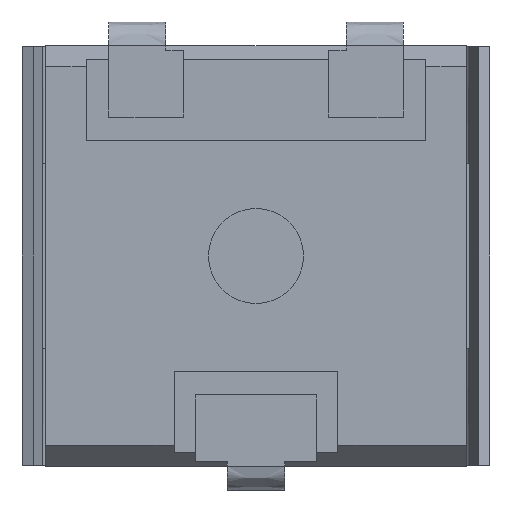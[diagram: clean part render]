
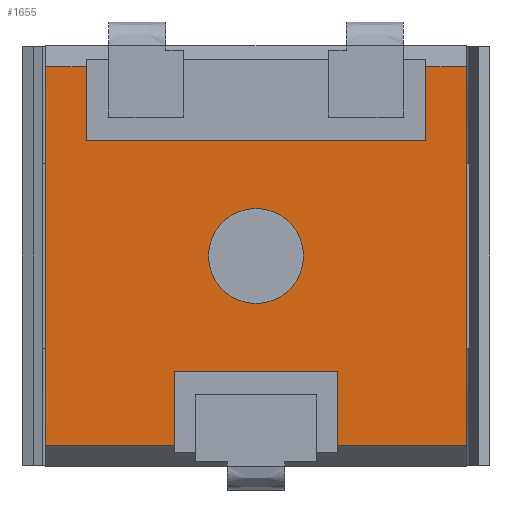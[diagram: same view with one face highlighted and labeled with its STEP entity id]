
A CAD part, front view. The second image highlights one B-rep face of the part: STEP entity #1655.
In plain terms, the highlighted free-form (B-spline) face has degree [1, 1] with [2, 2] control points.
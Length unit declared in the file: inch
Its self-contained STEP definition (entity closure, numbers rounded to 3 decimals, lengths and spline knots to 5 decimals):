
#15=DIRECTION('',(1.,0.,0.));
#16=VECTOR('',#15,0.054);
#17=CARTESIAN_POINT('',(-0.0885,0.,-0.07956));
#18=LINE('',#17,#16);
#23=DIRECTION('',(0.,0.,1.));
#24=VECTOR('',#23,0.15912);
#25=CARTESIAN_POINT('',(-0.0885,0.,-0.07956));
#26=LINE('',#25,#24);
#30=DIRECTION('',(1.,0.,0.));
#31=VECTOR('',#30,0.017);
#32=CARTESIAN_POINT('',(-0.0885,0.,0.07956));
#33=LINE('',#32,#31);
#37=DIRECTION('',(0.,0.,-1.));
#38=VECTOR('',#37,0.03096);
#39=CARTESIAN_POINT('',(-0.0715,0.,0.07956));
#40=LINE('',#39,#38);
#44=DIRECTION('',(1.,0.,0.));
#45=VECTOR('',#44,0.143);
#46=CARTESIAN_POINT('',(-0.0715,0.,0.0486));
#47=LINE('',#46,#45);
#51=DIRECTION('',(0.,0.,-1.));
#52=VECTOR('',#51,0.03096);
#53=CARTESIAN_POINT('',(0.0715,0.,0.07956));
#54=LINE('',#53,#52);
#58=DIRECTION('',(1.,0.,0.));
#59=VECTOR('',#58,0.017);
#60=CARTESIAN_POINT('',(0.0715,0.,0.07956));
#61=LINE('',#60,#59);
#65=DIRECTION('',(0.,0.,-1.));
#66=VECTOR('',#65,0.15912);
#67=CARTESIAN_POINT('',(0.0885,0.,0.07956));
#68=LINE('',#67,#66);
#72=DIRECTION('',(1.,0.,0.));
#73=VECTOR('',#72,0.054);
#74=CARTESIAN_POINT('',(0.0345,0.,-0.07956));
#75=LINE('',#74,#73);
#79=DIRECTION('',(0.,0.,1.));
#80=VECTOR('',#79,0.03096);
#81=CARTESIAN_POINT('',(0.0345,0.,-0.07956));
#82=LINE('',#81,#80);
#86=DIRECTION('',(-1.,0.,0.));
#87=VECTOR('',#86,0.069);
#88=CARTESIAN_POINT('',(0.0345,0.,-0.0486));
#89=LINE('',#88,#87);
#93=DIRECTION('',(0.,0.,1.));
#94=VECTOR('',#93,0.03096);
#95=CARTESIAN_POINT('',(-0.0345,0.,-0.07956));
#96=LINE('',#95,#94);
#100=CARTESIAN_POINT('',(0.,0.,0.));
#101=DIRECTION('',(0.,-1.,0.));
#102=DIRECTION('',(-1.,0.,0.));
#103=AXIS2_PLACEMENT_3D('',#100,#101,#102);
#108=CARTESIAN_POINT('',(0.,0.,0.));
#109=DIRECTION('',(0.,-1.,0.));
#110=DIRECTION('',(1.,0.,0.));
#111=AXIS2_PLACEMENT_3D('',#108,#109,#110);
#1566=CARTESIAN_POINT('',(0.0345,0.,-0.0486));
#1567=CARTESIAN_POINT('',(-0.0345,0.,-0.0486));
#1568=VERTEX_POINT('',#1566);
#1569=VERTEX_POINT('',#1567);
#1574=CARTESIAN_POINT('',(-0.0715,0.,0.0486));
#1575=CARTESIAN_POINT('',(0.0715,0.,0.0486));
#1576=VERTEX_POINT('',#1574);
#1577=VERTEX_POINT('',#1575);
#1578=CARTESIAN_POINT('',(-0.0885,0.,-0.07956));
#1579=CARTESIAN_POINT('',(-0.0345,0.,-0.07956));
#1580=VERTEX_POINT('',#1578);
#1581=VERTEX_POINT('',#1579);
#1582=CARTESIAN_POINT('',(0.0345,0.,-0.07956));
#1583=CARTESIAN_POINT('',(0.0885,0.,-0.07956));
#1584=VERTEX_POINT('',#1582);
#1585=VERTEX_POINT('',#1583);
#1586=CARTESIAN_POINT('',(-0.0885,0.,0.07956));
#1587=CARTESIAN_POINT('',(-0.0715,0.,0.07956));
#1588=VERTEX_POINT('',#1586);
#1589=VERTEX_POINT('',#1587);
#1590=CARTESIAN_POINT('',(0.0715,0.,0.07956));
#1591=CARTESIAN_POINT('',(0.0885,0.,0.07956));
#1592=VERTEX_POINT('',#1590);
#1593=VERTEX_POINT('',#1591);
#1614=CARTESIAN_POINT('',(-0.02,0.,0.));
#1615=CARTESIAN_POINT('',(0.02,0.,0.));
#1616=VERTEX_POINT('',#1614);
#1617=VERTEX_POINT('',#1615);
#1618=CARTESIAN_POINT('',(-0.09204,0.,0.08274));
#1619=CARTESIAN_POINT('',(-0.09204,0.,-0.08274));
#1620=CARTESIAN_POINT('',(0.09204,0.,0.08274));
#1621=CARTESIAN_POINT('',(0.09204,0.,-0.08274));
#1622=B_SPLINE_SURFACE_WITH_KNOTS('',1,1,((#1618,#1619),(#1620,#1621)),
.UNSPECIFIED.,.F.,.F.,.F.,(2,2),(2,2),(-0.09204,0.09204),(-0.08274,
0.08274),.UNSPECIFIED.);
#1624=ORIENTED_EDGE('',*,*,#1623,.F.);
#1626=ORIENTED_EDGE('',*,*,#1625,.T.);
#1628=ORIENTED_EDGE('',*,*,#1627,.T.);
#1630=ORIENTED_EDGE('',*,*,#1629,.T.);
#1632=ORIENTED_EDGE('',*,*,#1631,.T.);
#1634=ORIENTED_EDGE('',*,*,#1633,.F.);
#1636=ORIENTED_EDGE('',*,*,#1635,.T.);
#1638=ORIENTED_EDGE('',*,*,#1637,.T.);
#1640=ORIENTED_EDGE('',*,*,#1639,.F.);
#1642=ORIENTED_EDGE('',*,*,#1641,.T.);
#1644=ORIENTED_EDGE('',*,*,#1643,.T.);
#1646=ORIENTED_EDGE('',*,*,#1645,.F.);
#1647=EDGE_LOOP('',(#1624,#1626,#1628,#1630,#1632,#1634,#1636,#1638,#1640,#1642,
#1644,#1646));
#1648=FACE_OUTER_BOUND('',#1647,.F.);
#1650=ORIENTED_EDGE('',*,*,#1649,.T.);
#1652=ORIENTED_EDGE('',*,*,#1651,.T.);
#1653=EDGE_LOOP('',(#1650,#1652));
#1654=FACE_BOUND('',#1653,.F.);
#1655=ADVANCED_FACE('',(#1648,#1654),#1622,.F.);
#104=CIRCLE('',#103,0.02);
#112=CIRCLE('',#111,0.02);
#1623=EDGE_CURVE('',#1580,#1581,#18,.T.);
#1625=EDGE_CURVE('',#1580,#1588,#26,.T.);
#1627=EDGE_CURVE('',#1588,#1589,#33,.T.);
#1629=EDGE_CURVE('',#1589,#1576,#40,.T.);
#1631=EDGE_CURVE('',#1576,#1577,#47,.T.);
#1633=EDGE_CURVE('',#1592,#1577,#54,.T.);
#1635=EDGE_CURVE('',#1592,#1593,#61,.T.);
#1637=EDGE_CURVE('',#1593,#1585,#68,.T.);
#1639=EDGE_CURVE('',#1584,#1585,#75,.T.);
#1641=EDGE_CURVE('',#1584,#1568,#82,.T.);
#1643=EDGE_CURVE('',#1568,#1569,#89,.T.);
#1645=EDGE_CURVE('',#1581,#1569,#96,.T.);
#1649=EDGE_CURVE('',#1616,#1617,#104,.T.);
#1651=EDGE_CURVE('',#1617,#1616,#112,.T.);
